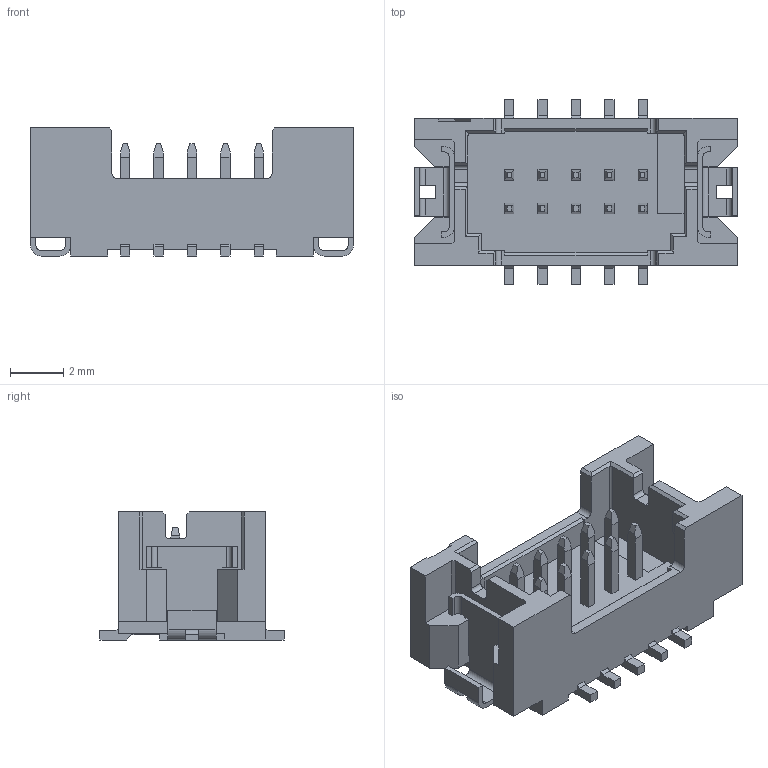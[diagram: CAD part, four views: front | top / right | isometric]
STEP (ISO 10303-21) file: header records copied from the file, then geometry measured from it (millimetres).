
FILE_DESCRIPTION(('Creo Elements/Direct Modeling STEP Export'),'2;1');
FILE_NAME('DF13EA-10DP-1.25V.stp','2016-07-21T13:53:08',(''),(''),'Creo Elements/Direct Modeling STEP processor for AP214 (Solid Model)','Creo Elements/Direct Modeling 18.1E 22-Nov-2013 (C) Parametric Technology GmbH','');
FILE_SCHEMA(('AUTOMOTIVE_DESIGN { 1 0 10303 214 1 1 1 1 }'));
Length unit declared in the file: millimetre
Products named in the file (1): DF13EA-10DP-1.25V
Bounding box: 12.1 x 6.9 x 4.8 mm (x, y, z)
Volume: 146.9 mm3; surface area: 414.2 mm2
Topology: 1 solids, 1 shells, 376 faces, 1092 edges, 720 vertices
Faces by surface type: plane 346, cylinder 30
Entity records: 12196 total; most frequent: CARTESIAN_POINT 2197, ORIENTED_EDGE 2184, DIRECTION 1900, EDGE_CURVE 1092, VECTOR 1030, LINE 1030, VERTEX_POINT 720, AXIS2_PLACEMENT_3D 435
